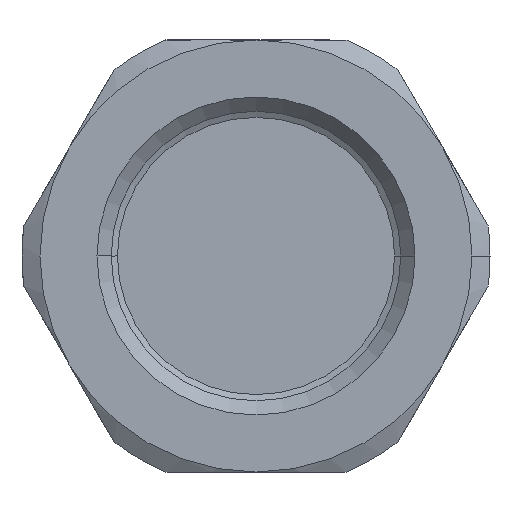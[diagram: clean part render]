
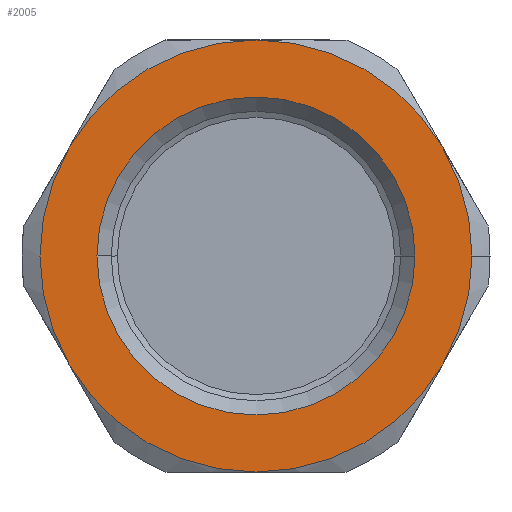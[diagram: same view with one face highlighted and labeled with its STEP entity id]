
A CAD part, left-side view. The second image highlights one B-rep face of the part: STEP entity #2005.
In plain terms, the highlighted planar face has unit normal (-1, 0, 0).
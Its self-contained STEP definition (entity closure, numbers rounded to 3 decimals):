
#133 = FACE_BOUND ( 'NONE', #2240, .T. ) ;
#134 = FACE_OUTER_BOUND ( 'NONE', #2257, .T. ) ;
#215 = AXIS2_PLACEMENT_3D ( 'NONE', #986, #857, #975 ) ;
#243 = AXIS2_PLACEMENT_3D ( 'NONE', #876, #966, #1062 ) ;
#259 = AXIS2_PLACEMENT_3D ( 'NONE', #1408, #1481, #1491 ) ;
#260 = AXIS2_PLACEMENT_3D ( 'NONE', #896, #899, #1017 ) ;
#262 = AXIS2_PLACEMENT_3D ( 'NONE', #1116, #1088, #1160 ) ;
#267 = AXIS2_PLACEMENT_3D ( 'NONE', #1102, #870, #978 ) ;
#275 = AXIS2_PLACEMENT_3D ( 'NONE', #1019, #1026, #1016 ) ;
#279 = AXIS2_PLACEMENT_3D ( 'NONE', #988, #1032, #1020 ) ;
#285 = EDGE_CURVE ( 'NONE', #1741, #1728, #2155, .T. ) ;
#290 = AXIS2_PLACEMENT_3D ( 'NONE', #1558, #1549, #1546 ) ;
#329 = EDGE_CURVE ( 'NONE', #1466, #1700, #2137, .T. ) ;
#495 = EDGE_CURVE ( 'NONE', #1597, #1725, #626, .T. ) ;
#496 = EDGE_CURVE ( 'NONE', #1725, #1573, #627, .T. ) ;
#497 = EDGE_CURVE ( 'NONE', #1573, #1637, #628, .T. ) ;
#498 = EDGE_CURVE ( 'NONE', #1637, #1746, #629, .T. ) ;
#499 = EDGE_CURVE ( 'NONE', #1746, #1466, #630, .T. ) ;
#500 = EDGE_CURVE ( 'NONE', #1700, #1597, #631, .T. ) ;
#501 = EDGE_CURVE ( 'NONE', #1728, #1741, #632, .T. ) ;
#626 = CIRCLE ( 'NONE', #215, 18. ) ;
#627 = CIRCLE ( 'NONE', #243, 18. ) ;
#628 = CIRCLE ( 'NONE', #279, 18. ) ;
#629 = CIRCLE ( 'NONE', #275, 18. ) ;
#630 = CIRCLE ( 'NONE', #260, 18. ) ;
#631 = CIRCLE ( 'NONE', #262, 18. ) ;
#632 = CIRCLE ( 'NONE', #267, 13.25 ) ;
#776 = ORIENTED_EDGE ( 'NONE', *, *, #329, .F. ) ;
#777 = ORIENTED_EDGE ( 'NONE', *, *, #285, .T. ) ;
#778 = ORIENTED_EDGE ( 'NONE', *, *, #496, .F. ) ;
#780 = ORIENTED_EDGE ( 'NONE', *, *, #500, .F. ) ;
#781 = ORIENTED_EDGE ( 'NONE', *, *, #501, .T. ) ;
#782 = ORIENTED_EDGE ( 'NONE', *, *, #495, .F. ) ;
#785 = ORIENTED_EDGE ( 'NONE', *, *, #497, .F. ) ;
#786 = ORIENTED_EDGE ( 'NONE', *, *, #499, .F. ) ;
#787 = ORIENTED_EDGE ( 'NONE', *, *, #498, .F. ) ;
#857 = DIRECTION ( 'NONE',  ( 1., 0., 0. ) ) ;
#870 = DIRECTION ( 'NONE',  ( 1., 0., 0. ) ) ;
#876 = CARTESIAN_POINT ( 'NONE',  ( -53., 0., 0. ) ) ;
#896 = CARTESIAN_POINT ( 'NONE',  ( -53., 0., 0. ) ) ;
#899 = DIRECTION ( 'NONE',  ( 1., 0., 0. ) ) ;
#966 = DIRECTION ( 'NONE',  ( 1., 0., 0. ) ) ;
#975 = DIRECTION ( 'NONE',  ( 0., -1., 0. ) ) ;
#978 = DIRECTION ( 'NONE',  ( 0., -1., 0. ) ) ;
#986 = CARTESIAN_POINT ( 'NONE',  ( -53., 0., 0. ) ) ;
#988 = CARTESIAN_POINT ( 'NONE',  ( -53., 0., 0. ) ) ;
#1016 = DIRECTION ( 'NONE',  ( 0., -1., 0. ) ) ;
#1017 = DIRECTION ( 'NONE',  ( 0., -1., 0. ) ) ;
#1019 = CARTESIAN_POINT ( 'NONE',  ( -53., 0., 0. ) ) ;
#1020 = DIRECTION ( 'NONE',  ( 0., -1., 0. ) ) ;
#1026 = DIRECTION ( 'NONE',  ( 1., 0., 0. ) ) ;
#1032 = DIRECTION ( 'NONE',  ( 1., 0., 0. ) ) ;
#1062 = DIRECTION ( 'NONE',  ( 0., -1., 0. ) ) ;
#1088 = DIRECTION ( 'NONE',  ( 1., 0., 0. ) ) ;
#1102 = CARTESIAN_POINT ( 'NONE',  ( -53., 0., 0. ) ) ;
#1116 = CARTESIAN_POINT ( 'NONE',  ( -53., 0., 0. ) ) ;
#1160 = DIRECTION ( 'NONE',  ( 0., -1., 0. ) ) ;
#1279 = CARTESIAN_POINT ( 'NONE',  ( -53., -15.588, 9. ) ) ;
#1285 = CARTESIAN_POINT ( 'NONE',  ( -53., -18., 0. ) ) ;
#1288 = CARTESIAN_POINT ( 'NONE',  ( -53., 15.588, 9. ) ) ;
#1328 = CARTESIAN_POINT ( 'NONE',  ( -53., -15.588, -9. ) ) ;
#1334 = CARTESIAN_POINT ( 'NONE',  ( -53., 15.588, -9. ) ) ;
#1408 = CARTESIAN_POINT ( 'NONE',  ( -53., 0., 0. ) ) ;
#1466 = VERTEX_POINT ( 'NONE', #1279 ) ;
#1481 = DIRECTION ( 'NONE',  ( 1., 0., 0. ) ) ;
#1491 = DIRECTION ( 'NONE',  ( 0., -1., 0. ) ) ;
#1546 = DIRECTION ( 'NONE',  ( 0., -1., 0. ) ) ;
#1549 = DIRECTION ( 'NONE',  ( 1., 0., 0. ) ) ;
#1558 = CARTESIAN_POINT ( 'NONE',  ( -53., 0., 0. ) ) ;
#1573 = VERTEX_POINT ( 'NONE', #1334 ) ;
#1597 = VERTEX_POINT ( 'NONE', #1328 ) ;
#1637 = VERTEX_POINT ( 'NONE', #1288 ) ;
#1700 = VERTEX_POINT ( 'NONE', #1285 ) ;
#1725 = VERTEX_POINT ( 'NONE', #1881 ) ;
#1728 = VERTEX_POINT ( 'NONE', #1863 ) ;
#1741 = VERTEX_POINT ( 'NONE', #1862 ) ;
#1746 = VERTEX_POINT ( 'NONE', #1868 ) ;
#1786 = DIRECTION ( 'NONE',  ( 0., 1., 0. ) ) ;
#1792 = PLANE ( 'NONE',  #1965 ) ;
#1794 = CARTESIAN_POINT ( 'NONE',  ( -53., -18., 0. ) ) ;
#1797 = DIRECTION ( 'NONE',  ( -1., 0., 0. ) ) ;
#1862 = CARTESIAN_POINT ( 'NONE',  ( -53., 13.25, 0. ) ) ;
#1863 = CARTESIAN_POINT ( 'NONE',  ( -53., -13.25, 0. ) ) ;
#1868 = CARTESIAN_POINT ( 'NONE',  ( -53., 0., 18. ) ) ;
#1881 = CARTESIAN_POINT ( 'NONE',  ( -53., 0., -18. ) ) ;
#1965 = AXIS2_PLACEMENT_3D ( 'NONE', #1794, #1797, #1786 ) ;
#2005 = ADVANCED_FACE ( 'NONE', ( #133, #134 ), #1792, .T. ) ;
#2137 = CIRCLE ( 'NONE', #259, 18. ) ;
#2155 = CIRCLE ( 'NONE', #290, 13.25 ) ;
#2240 = EDGE_LOOP ( 'NONE', ( #777, #781 ) ) ;
#2257 = EDGE_LOOP ( 'NONE', ( #776, #786, #787, #785, #778, #782, #780 ) ) ;
